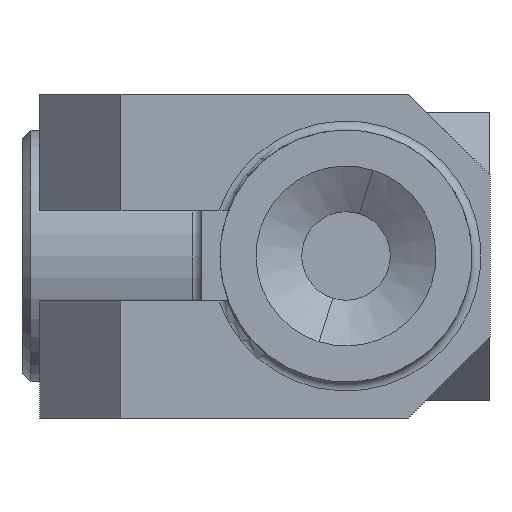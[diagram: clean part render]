
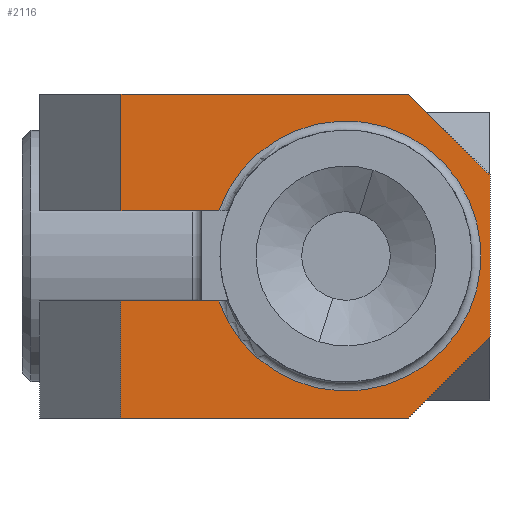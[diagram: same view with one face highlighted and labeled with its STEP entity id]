
A CAD part, front view. The second image highlights one B-rep face of the part: STEP entity #2116.
In plain terms, the highlighted planar face has unit normal (0, -1, 0).
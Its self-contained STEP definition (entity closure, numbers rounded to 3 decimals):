
#10 = ORIENTED_EDGE ( 'NONE', *, *, #1193, .T. ) ;
#28 = LINE ( 'NONE', #1648, #922 ) ;
#58 = ORIENTED_EDGE ( 'NONE', *, *, #989, .T. ) ;
#63 = CARTESIAN_POINT ( 'NONE',  ( -12.672, -11.644, -11.5 ) ) ;
#89 = VERTEX_POINT ( 'NONE', #999 ) ;
#109 = DIRECTION ( 'NONE',  ( -1., 0., 0. ) ) ;
#149 = CARTESIAN_POINT ( 'NONE',  ( -33.172, -11.644, -11.5 ) ) ;
#178 = VERTEX_POINT ( 'NONE', #1009 ) ;
#206 = ORIENTED_EDGE ( 'NONE', *, *, #1911, .T. ) ;
#245 = CARTESIAN_POINT ( 'NONE',  ( -12.672, -11.644, -18. ) ) ;
#255 = VECTOR ( 'NONE', #766, 1000. ) ;
#273 = CARTESIAN_POINT ( 'NONE',  ( -12.672, -11.644, 0. ) ) ;
#285 = ORIENTED_EDGE ( 'NONE', *, *, #1363, .T. ) ;
#324 = EDGE_CURVE ( 'NONE', #89, #896, #1089, .T. ) ;
#458 = DIRECTION ( 'NONE',  ( 0., 1., 0. ) ) ;
#542 = VERTEX_POINT ( 'NONE', #1151 ) ;
#580 = EDGE_LOOP ( 'NONE', ( #58, #285, #1455, #655, #10, #1443, #1236, #206, #1274, #2023 ) ) ;
#622 = VECTOR ( 'NONE', #2024, 1000. ) ;
#655 = ORIENTED_EDGE ( 'NONE', *, *, #1985, .T. ) ;
#672 = CIRCLE ( 'NONE', #980, 7.5 ) ;
#705 = LINE ( 'NONE', #1409, #255 ) ;
#729 = CARTESIAN_POINT ( 'NONE',  ( -17.172, -11.644, 0. ) ) ;
#762 = LINE ( 'NONE', #821, #622 ) ;
#766 = DIRECTION ( 'NONE',  ( -1., 0., 0. ) ) ;
#821 = CARTESIAN_POINT ( 'NONE',  ( -17.172, -11.644, -18. ) ) ;
#886 = CARTESIAN_POINT ( 'NONE',  ( -12.672, -11.644, -18. ) ) ;
#896 = VERTEX_POINT ( 'NONE', #729 ) ;
#922 = VECTOR ( 'NONE', #2422, 1000. ) ;
#934 = LINE ( 'NONE', #886, #1056 ) ;
#974 = DIRECTION ( 'NONE',  ( -1., 0., 0. ) ) ;
#980 = AXIS2_PLACEMENT_3D ( 'NONE', #2617, #2395, #974 ) ;
#989 = EDGE_CURVE ( 'NONE', #896, #1759, #2419, .T. ) ;
#999 = CARTESIAN_POINT ( 'NONE',  ( -12.672, -11.644, -4.5 ) ) ;
#1009 = CARTESIAN_POINT ( 'NONE',  ( -17.172, -11.644, -18. ) ) ;
#1036 = VERTEX_POINT ( 'NONE', #1893 ) ;
#1047 = VERTEX_POINT ( 'NONE', #1370 ) ;
#1056 = VECTOR ( 'NONE', #1506, 1000. ) ;
#1089 = LINE ( 'NONE', #2257, #2119 ) ;
#1099 = VECTOR ( 'NONE', #1508, 1000. ) ;
#1112 = CARTESIAN_POINT ( 'NONE',  ( -33.172, -11.644, 0. ) ) ;
#1135 = LINE ( 'NONE', #2136, #1777 ) ;
#1151 = CARTESIAN_POINT ( 'NONE',  ( -12.672, -11.644, -13.5 ) ) ;
#1175 = EDGE_CURVE ( 'NONE', #1036, #1047, #1551, .T. ) ;
#1193 = EDGE_CURVE ( 'NONE', #1588, #2210, #1673, .T. ) ;
#1202 = VERTEX_POINT ( 'NONE', #1473 ) ;
#1236 = ORIENTED_EDGE ( 'NONE', *, *, #2271, .F. ) ;
#1274 = ORIENTED_EDGE ( 'NONE', *, *, #1448, .T. ) ;
#1363 = EDGE_CURVE ( 'NONE', #1759, #1036, #28, .T. ) ;
#1370 = CARTESIAN_POINT ( 'NONE',  ( -27.743, -11.644, -6.5 ) ) ;
#1383 = VECTOR ( 'NONE', #2637, 1000. ) ;
#1409 = CARTESIAN_POINT ( 'NONE',  ( -12.672, -11.644, -18. ) ) ;
#1443 = ORIENTED_EDGE ( 'NONE', *, *, #2328, .T. ) ;
#1448 = EDGE_CURVE ( 'NONE', #542, #89, #934, .T. ) ;
#1455 = ORIENTED_EDGE ( 'NONE', *, *, #1175, .T. ) ;
#1473 = CARTESIAN_POINT ( 'NONE',  ( -33.172, -11.644, -18. ) ) ;
#1506 = DIRECTION ( 'NONE',  ( 0., 0., 1. ) ) ;
#1508 = DIRECTION ( 'NONE',  ( -1., 0., 0. ) ) ;
#1511 = DIRECTION ( 'NONE',  ( -1., 0., 0. ) ) ;
#1551 = LINE ( 'NONE', #2088, #1383 ) ;
#1588 = VERTEX_POINT ( 'NONE', #1639 ) ;
#1639 = CARTESIAN_POINT ( 'NONE',  ( -27.743, -11.644, -11.5 ) ) ;
#1648 = CARTESIAN_POINT ( 'NONE',  ( -33.172, -11.644, -18. ) ) ;
#1673 = LINE ( 'NONE', #63, #2370 ) ;
#1759 = VERTEX_POINT ( 'NONE', #1112 ) ;
#1774 = FACE_OUTER_BOUND ( 'NONE', #580, .T. ) ;
#1777 = VECTOR ( 'NONE', #2117, 1000. ) ;
#1893 = CARTESIAN_POINT ( 'NONE',  ( -33.172, -11.644, -6.5 ) ) ;
#1904 = AXIS2_PLACEMENT_3D ( 'NONE', #245, #458, #1511 ) ;
#1911 = EDGE_CURVE ( 'NONE', #178, #542, #762, .T. ) ;
#1985 = EDGE_CURVE ( 'NONE', #1047, #1588, #672, .T. ) ;
#2023 = ORIENTED_EDGE ( 'NONE', *, *, #324, .T. ) ;
#2024 = DIRECTION ( 'NONE',  ( 0.707, 0., 0.707 ) ) ;
#2088 = CARTESIAN_POINT ( 'NONE',  ( -12.672, -11.644, -6.5 ) ) ;
#2116 = ADVANCED_FACE ( 'NONE', ( #1774 ), #2540, .F. ) ;
#2117 = DIRECTION ( 'NONE',  ( 0., 0., -1. ) ) ;
#2119 = VECTOR ( 'NONE', #2267, 1000. ) ;
#2136 = CARTESIAN_POINT ( 'NONE',  ( -33.172, -11.644, -18. ) ) ;
#2210 = VERTEX_POINT ( 'NONE', #149 ) ;
#2257 = CARTESIAN_POINT ( 'NONE',  ( -12.672, -11.644, -4.5 ) ) ;
#2267 = DIRECTION ( 'NONE',  ( -0.707, 0., 0.707 ) ) ;
#2271 = EDGE_CURVE ( 'NONE', #178, #1202, #705, .T. ) ;
#2328 = EDGE_CURVE ( 'NONE', #2210, #1202, #1135, .T. ) ;
#2370 = VECTOR ( 'NONE', #109, 1000. ) ;
#2395 = DIRECTION ( 'NONE',  ( 0., 1., 0. ) ) ;
#2419 = LINE ( 'NONE', #273, #1099 ) ;
#2422 = DIRECTION ( 'NONE',  ( 0., 0., -1. ) ) ;
#2540 = PLANE ( 'NONE',  #1904 ) ;
#2617 = CARTESIAN_POINT ( 'NONE',  ( -20.672, -11.644, -9. ) ) ;
#2637 = DIRECTION ( 'NONE',  ( 1., 0., 0. ) ) ;
